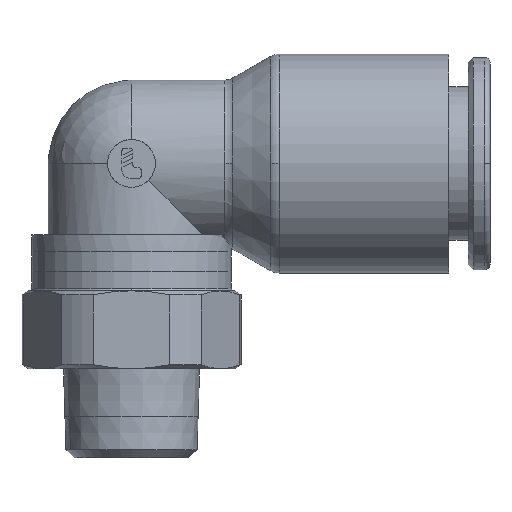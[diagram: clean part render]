
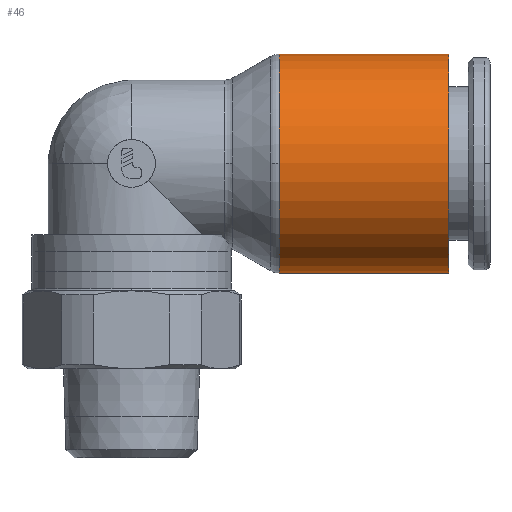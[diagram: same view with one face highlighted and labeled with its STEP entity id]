
A CAD part, top view. The second image highlights one B-rep face of the part: STEP entity #46.
In plain terms, the highlighted cylindrical face has radius 8 mm (diameter 16 mm), a partial arc.
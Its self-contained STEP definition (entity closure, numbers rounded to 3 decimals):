
#46=ADVANCED_FACE('',(#155),#156,.T.);
#155=FACE_OUTER_BOUND('',#384,.T.);
#156=CYLINDRICAL_SURFACE('',#385,8.0);
#384=EDGE_LOOP('',(#613,#614,#615,#616,#617));
#385=AXIS2_PLACEMENT_3D('',#618,#619,#620);
#613=ORIENTED_EDGE('',*,*,#1465,.F.);
#614=ORIENTED_EDGE('',*,*,#1466,.T.);
#615=ORIENTED_EDGE('',*,*,#1467,.T.);
#616=ORIENTED_EDGE('',*,*,#1468,.F.);
#617=ORIENTED_EDGE('',*,*,#1469,.F.);
#618=CARTESIAN_POINT('',(16.99,14.998,0.0));
#619=DIRECTION('',(1.0,0.0,0.0));
#620=DIRECTION('',(0.0,1.0,0.0));
#1465=EDGE_CURVE('',#1729,#1730,#1731,.T.);
#1466=EDGE_CURVE('',#1729,#1732,#1733,.T.);
#1467=EDGE_CURVE('',#1732,#1734,#1735,.T.);
#1468=EDGE_CURVE('',#1736,#1734,#1737,.T.);
#1469=EDGE_CURVE('',#1730,#1736,#1738,.T.);
#1729=VERTEX_POINT('',#2162);
#1730=VERTEX_POINT('',#2163);
#1731=LINE('',#2164,#2165);
#1732=VERTEX_POINT('',#2166);
#1733=CIRCLE('',#2167,8.0);
#1734=VERTEX_POINT('',#2168);
#1735=CIRCLE('',#2169,8.0);
#1736=VERTEX_POINT('',#2170);
#1737=LINE('',#2171,#2172);
#1738=CIRCLE('',#2173,8.0);
#2162=CARTESIAN_POINT('',(10.79,22.998,0.0));
#2163=CARTESIAN_POINT('',(23.19,22.998,0.0));
#2164=CARTESIAN_POINT('',(16.99,22.998,0.));
#2165=VECTOR('',#3139,1.0);
#2166=CARTESIAN_POINT('',(10.79,14.998,8.0));
#2167=AXIS2_PLACEMENT_3D('',#3140,#3141,#3142);
#2168=CARTESIAN_POINT('',(10.79,6.998,0.));
#2169=AXIS2_PLACEMENT_3D('',#3143,#3144,#3145);
#2170=CARTESIAN_POINT('',(23.19,6.998,0.));
#2171=CARTESIAN_POINT('',(16.99,6.998,0.));
#2172=VECTOR('',#3146,1.0);
#2173=AXIS2_PLACEMENT_3D('',#3147,#3148,#3149);
#3139=DIRECTION('',(1.0,0.0,0.0));
#3140=CARTESIAN_POINT('',(10.79,14.998,0.0));
#3141=DIRECTION('',(1.0,0.0,0.0));
#3142=DIRECTION('',(0.0,1.0,0.0));
#3143=CARTESIAN_POINT('',(10.79,14.998,0.0));
#3144=DIRECTION('',(1.0,0.0,0.0));
#3145=DIRECTION('',(0.0,1.0,0.0));
#3146=DIRECTION('',(-1.0,-0.0,-0.0));
#3147=CARTESIAN_POINT('',(23.19,14.998,0.0));
#3148=DIRECTION('',(1.0,0.0,0.0));
#3149=DIRECTION('',(0.0,1.0,0.0));
